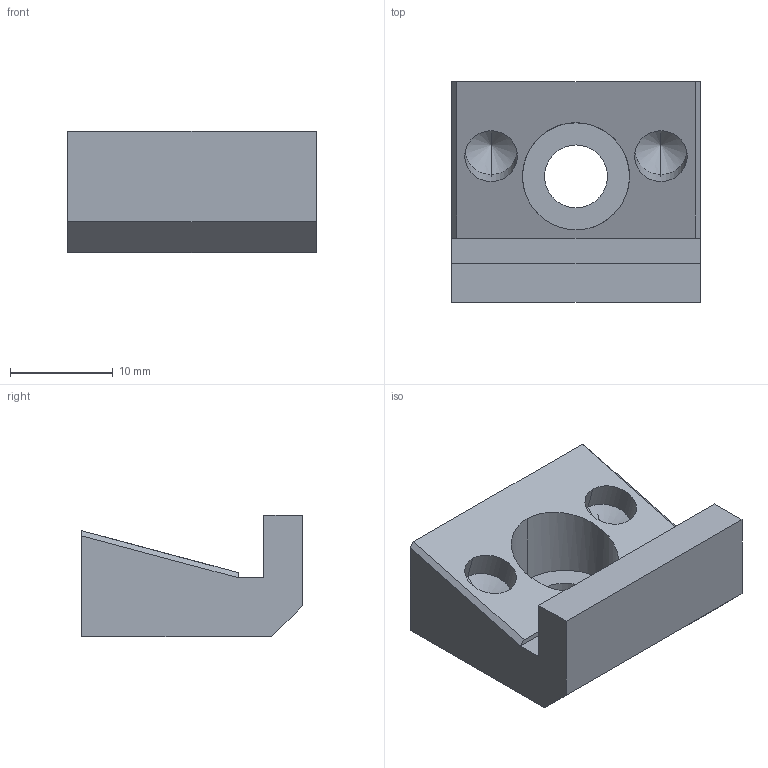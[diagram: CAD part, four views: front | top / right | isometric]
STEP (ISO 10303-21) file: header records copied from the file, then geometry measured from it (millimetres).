
FILE_DESCRIPTION (( 'STEP AP214' ), '1' );
FILE_NAME ('1704.410.stp', '2018-03-27T08:33:32', ( '' ), ( '' ), 'SwSTEP 2.0', 'SolidWorks 2016', '' );
FILE_SCHEMA (( 'AUTOMOTIVE_DESIGN' ));
Length unit declared in the file: millimetre
Products named in the file (1): 1704.410
Bounding box: 24.15 x 21.45 x 11.8 mm (x, y, z)
Volume: 3644.7 mm3; surface area: 2297.2 mm2
Topology: 1 solids, 1 shells, 28 faces, 69 edges, 42 vertices
Faces by surface type: plane 14, cylinder 8, cone 6
Entity records: 831 total; most frequent: CARTESIAN_POINT 142, DIRECTION 137, ORIENTED_EDGE 130, EDGE_CURVE 65, LINE 47, VECTOR 47, AXIS2_PLACEMENT_3D 45, VERTEX_POINT 42
